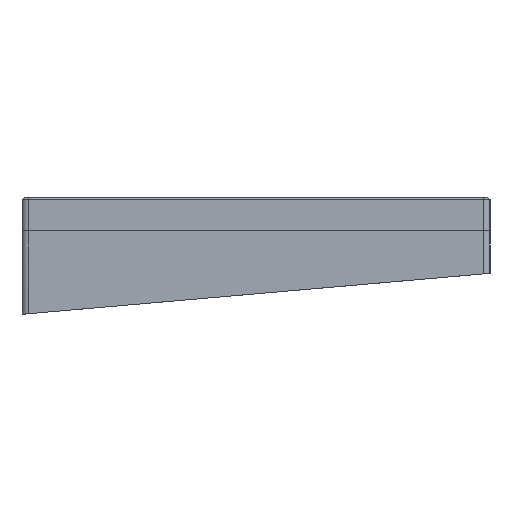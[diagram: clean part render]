
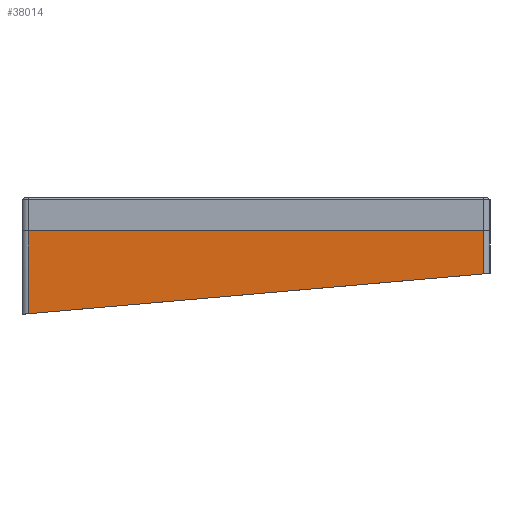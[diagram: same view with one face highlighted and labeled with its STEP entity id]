
A CAD part, left-side view. The second image highlights one B-rep face of the part: STEP entity #38014.
In plain terms, the highlighted planar face has unit normal (-1, 0, 0).
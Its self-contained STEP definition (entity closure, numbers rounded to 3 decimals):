
#1246=PLANE('',#40175);
#3238=FACE_OUTER_BOUND('',#5183,.T.);
#5183=EDGE_LOOP('',(#27399,#27400,#27401,#27402));
#10517=LINE('',#56542,#13887);
#10620=LINE('',#56884,#13990);
#10621=LINE('',#56887,#13991);
#10622=LINE('',#56888,#13992);
#13887=VECTOR('',#44753,10.);
#13990=VECTOR('',#45070,10.);
#13991=VECTOR('',#45073,10.);
#13992=VECTOR('',#45074,10.);
#17265=VERTEX_POINT('',#56538);
#17267=VERTEX_POINT('',#56541);
#17399=VERTEX_POINT('',#56882);
#17400=VERTEX_POINT('',#56886);
#21152=EDGE_CURVE('',#17265,#17267,#10517,.F.);
#21324=EDGE_CURVE('',#17399,#17265,#10620,.T.);
#21325=EDGE_CURVE('',#17400,#17399,#10621,.F.);
#21326=EDGE_CURVE('',#17267,#17400,#10622,.T.);
#27399=ORIENTED_EDGE('',*,*,#21324,.F.);
#27400=ORIENTED_EDGE('',*,*,#21325,.F.);
#27401=ORIENTED_EDGE('',*,*,#21326,.F.);
#27402=ORIENTED_EDGE('',*,*,#21152,.F.);
#38014=ADVANCED_FACE('',(#3238),#1246,.F.);
#40175=AXIS2_PLACEMENT_3D('',#56885,#45071,#45072);
#44753=DIRECTION('',(0.,1.,0.));
#45070=DIRECTION('',(0.,0.,1.));
#45071=DIRECTION('center_axis',(1.,0.,0.));
#45072=DIRECTION('ref_axis',(0.,-1.,0.));
#45073=DIRECTION('',(0.,-0.996,0.087));
#45074=DIRECTION('',(0.,0.,-1.));
#56538=CARTESIAN_POINT('',(-3.475,5.975,0.));
#56541=CARTESIAN_POINT('',(-3.475,-101.225,0.));
#56542=CARTESIAN_POINT('',(-3.475,18.738,0.));
#56882=CARTESIAN_POINT('',(-3.475,5.975,-19.514));
#56884=CARTESIAN_POINT('',(-3.475,5.975,-4.));
#56885=CARTESIAN_POINT('Origin',(-3.475,30.,1.));
#56886=CARTESIAN_POINT('',(-3.475,-101.225,-10.135));
#56887=CARTESIAN_POINT('',(-3.475,15.063,-20.309));
#56888=CARTESIAN_POINT('',(-3.475,-101.225,1.));
